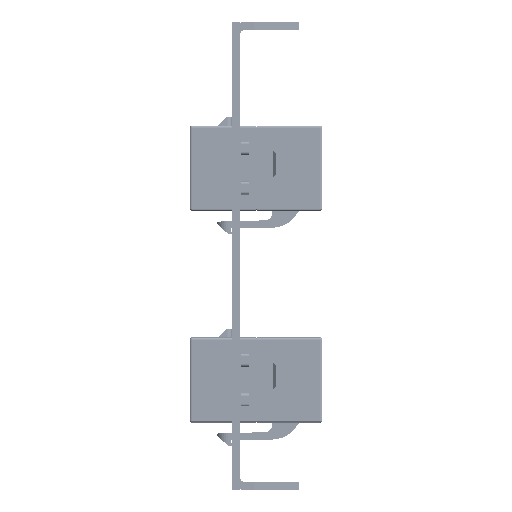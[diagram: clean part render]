
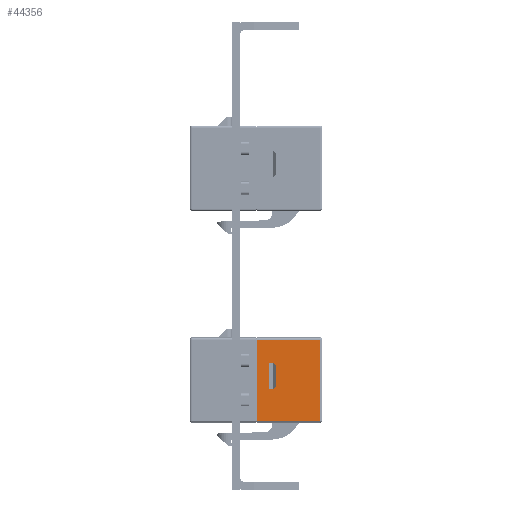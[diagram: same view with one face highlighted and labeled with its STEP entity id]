
A CAD part, left-side view. The second image highlights one B-rep face of the part: STEP entity #44356.
In plain terms, the highlighted planar face has unit normal (-1, 0, 0).
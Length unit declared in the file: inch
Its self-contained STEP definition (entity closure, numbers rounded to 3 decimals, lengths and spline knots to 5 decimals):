
#948 = DIRECTION ( 'NONE',  ( 1., 0., 0. ) ) ;
#3393 = FACE_OUTER_BOUND ( 'NONE', #19870, .T. ) ;
#4918 = DIRECTION ( 'NONE',  ( 0., -1., 0. ) ) ;
#6367 = EDGE_CURVE ( 'NONE', #39178, #53501, #30954, .T. ) ;
#7218 = ORIENTED_EDGE ( 'NONE', *, *, #36926, .T. ) ;
#8573 = DIRECTION ( 'NONE',  ( 0., 0., 1. ) ) ;
#9062 = EDGE_CURVE ( 'NONE', #60243, #39296, #59457, .T. ) ;
#9255 = VECTOR ( 'NONE', #37251, 39.37008 ) ;
#11031 = CARTESIAN_POINT ( 'NONE',  ( -0.2874, -0.30118, -0.47638 ) ) ;
#12072 = CARTESIAN_POINT ( 'NONE',  ( -0.2874, 0.06693, -0.12992 ) ) ;
#12457 = ORIENTED_EDGE ( 'NONE', *, *, #9062, .T. ) ;
#14904 = VERTEX_POINT ( 'NONE', #28358 ) ;
#15446 = ORIENTED_EDGE ( 'NONE', *, *, #22507, .T. ) ;
#17968 = CARTESIAN_POINT ( 'NONE',  ( -0.2874, -0.12992, -0.12992 ) ) ;
#18610 = VECTOR ( 'NONE', #28553, 39.37008 ) ;
#19870 = EDGE_LOOP ( 'NONE', ( #77365, #21224, #12457, #7218 ) ) ;
#20084 = EDGE_CURVE ( 'NONE', #63619, #70985, #26279, .T. ) ;
#21224 = ORIENTED_EDGE ( 'NONE', *, *, #39531, .T. ) ;
#21254 = VECTOR ( 'NONE', #8573, 39.37008 ) ;
#21708 = VECTOR ( 'NONE', #22678, 39.37008 ) ;
#22507 = EDGE_CURVE ( 'NONE', #53501, #63619, #38809, .T. ) ;
#22678 = DIRECTION ( 'NONE',  ( 0., 0., 1. ) ) ;
#26279 = LINE ( 'NONE', #69179, #9255 ) ;
#26398 = PLANE ( 'NONE',  #65749 ) ;
#27340 = DIRECTION ( 'NONE',  ( 0., 0., -1. ) ) ;
#28358 = CARTESIAN_POINT ( 'NONE',  ( -0.2874, -0.30118, -0.00394 ) ) ;
#28553 = DIRECTION ( 'NONE',  ( 0., 0.707, -0.707 ) ) ;
#30954 = LINE ( 'NONE', #12072, #46001 ) ;
#32568 = EDGE_CURVE ( 'NONE', #50011, #39178, #33491, .T. ) ;
#32942 = CARTESIAN_POINT ( 'NONE',  ( -0.2874, 0.06693, -0.12992 ) ) ;
#33491 = LINE ( 'NONE', #60058, #65563 ) ;
#34977 = EDGE_CURVE ( 'NONE', #41154, #50011, #69741, .T. ) ;
#35442 = CARTESIAN_POINT ( 'NONE',  ( -0.2874, 0.04724, -0.14961 ) ) ;
#36352 = LINE ( 'NONE', #47030, #21254 ) ;
#36926 = EDGE_CURVE ( 'NONE', #39296, #14904, #36352, .T. ) ;
#37251 = DIRECTION ( 'NONE',  ( 0., -1., 0. ) ) ;
#37403 = LINE ( 'NONE', #81786, #51493 ) ;
#37824 = CARTESIAN_POINT ( 'NONE',  ( -0.2874, -0.12992, -0.09843 ) ) ;
#38809 = LINE ( 'NONE', #79393, #21708 ) ;
#39178 = VERTEX_POINT ( 'NONE', #35442 ) ;
#39239 = EDGE_LOOP ( 'NONE', ( #15446, #63949, #58587, #40325, #51286, #53075 ) ) ;
#39296 = VERTEX_POINT ( 'NONE', #11031 ) ;
#39531 = EDGE_CURVE ( 'NONE', #46945, #60243, #66258, .T. ) ;
#39970 = CARTESIAN_POINT ( 'NONE',  ( -0.2874, -0.12992, -0.12992 ) ) ;
#40325 = ORIENTED_EDGE ( 'NONE', *, *, #34977, .T. ) ;
#40622 = CARTESIAN_POINT ( 'NONE',  ( -0.2874, 0.30118, 0.49213 ) ) ;
#41154 = VERTEX_POINT ( 'NONE', #17968 ) ;
#44356 = ADVANCED_FACE ( 'NONE', ( #52567, #3393 ), #26398, .F. ) ;
#45249 = CARTESIAN_POINT ( 'NONE',  ( -0.2874, 0.30118, -0.47638 ) ) ;
#45819 = DIRECTION ( 'NONE',  ( 0., 0., -1. ) ) ;
#46001 = VECTOR ( 'NONE', #63366, 39.37008 ) ;
#46945 = VERTEX_POINT ( 'NONE', #67898 ) ;
#47030 = CARTESIAN_POINT ( 'NONE',  ( -0.2874, -0.30118, 0.49213 ) ) ;
#47142 = DIRECTION ( 'NONE',  ( 0., 0., -1. ) ) ;
#47301 = VECTOR ( 'NONE', #27340, 39.37008 ) ;
#47666 = CARTESIAN_POINT ( 'NONE',  ( -0.2874, -0.11024, -0.14961 ) ) ;
#50011 = VERTEX_POINT ( 'NONE', #57194 ) ;
#51286 = ORIENTED_EDGE ( 'NONE', *, *, #32568, .T. ) ;
#51493 = VECTOR ( 'NONE', #4918, 39.37008 ) ;
#52567 = FACE_BOUND ( 'NONE', #39239, .T. ) ;
#53075 = ORIENTED_EDGE ( 'NONE', *, *, #6367, .T. ) ;
#53303 = CARTESIAN_POINT ( 'NONE',  ( -0.2874, -0.31693, -0.47638 ) ) ;
#53501 = VERTEX_POINT ( 'NONE', #32942 ) ;
#55981 = CARTESIAN_POINT ( 'NONE',  ( -0.2874, 0.06693, -0.09843 ) ) ;
#57194 = CARTESIAN_POINT ( 'NONE',  ( -0.2874, -0.11024, -0.14961 ) ) ;
#58587 = ORIENTED_EDGE ( 'NONE', *, *, #72833, .T. ) ;
#59457 = LINE ( 'NONE', #53303, #76556 ) ;
#60058 = CARTESIAN_POINT ( 'NONE',  ( -0.2874, 0.04724, -0.14961 ) ) ;
#60243 = VERTEX_POINT ( 'NONE', #45249 ) ;
#62345 = LINE ( 'NONE', #39970, #47301 ) ;
#63366 = DIRECTION ( 'NONE',  ( 0., 0.707, 0.707 ) ) ;
#63619 = VERTEX_POINT ( 'NONE', #55981 ) ;
#63949 = ORIENTED_EDGE ( 'NONE', *, *, #20084, .T. ) ;
#65563 = VECTOR ( 'NONE', #66509, 39.37008 ) ;
#65749 = AXIS2_PLACEMENT_3D ( 'NONE', #77783, #948, #45819 ) ;
#65878 = DIRECTION ( 'NONE',  ( 0., -1., 0. ) ) ;
#66258 = LINE ( 'NONE', #40622, #79351 ) ;
#66509 = DIRECTION ( 'NONE',  ( 0., 1., 0. ) ) ;
#67898 = CARTESIAN_POINT ( 'NONE',  ( -0.2874, 0.30118, -0.00394 ) ) ;
#69179 = CARTESIAN_POINT ( 'NONE',  ( -0.2874, 0.06693, -0.09843 ) ) ;
#69741 = LINE ( 'NONE', #47666, #18610 ) ;
#69987 = EDGE_CURVE ( 'NONE', #46945, #14904, #37403, .T. ) ;
#70985 = VERTEX_POINT ( 'NONE', #37824 ) ;
#72833 = EDGE_CURVE ( 'NONE', #70985, #41154, #62345, .T. ) ;
#76556 = VECTOR ( 'NONE', #65878, 39.37008 ) ;
#77365 = ORIENTED_EDGE ( 'NONE', *, *, #69987, .F. ) ;
#77783 = CARTESIAN_POINT ( 'NONE',  ( -0.2874, -0.31693, 0.49213 ) ) ;
#79351 = VECTOR ( 'NONE', #47142, 39.37008 ) ;
#79393 = CARTESIAN_POINT ( 'NONE',  ( -0.2874, 0.06693, -0.09843 ) ) ;
#81786 = CARTESIAN_POINT ( 'NONE',  ( -0.2874, -0.30118, -0.00394 ) ) ;
